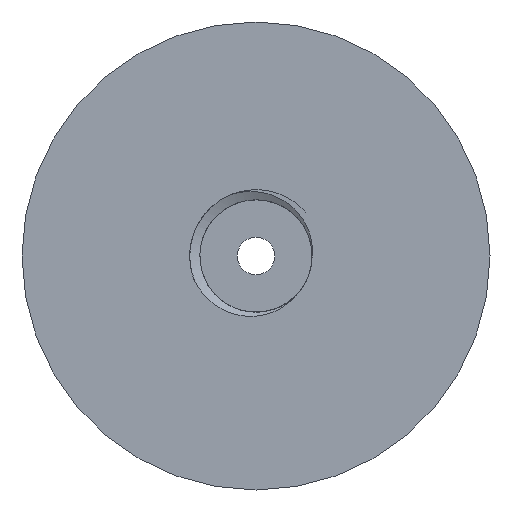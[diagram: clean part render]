
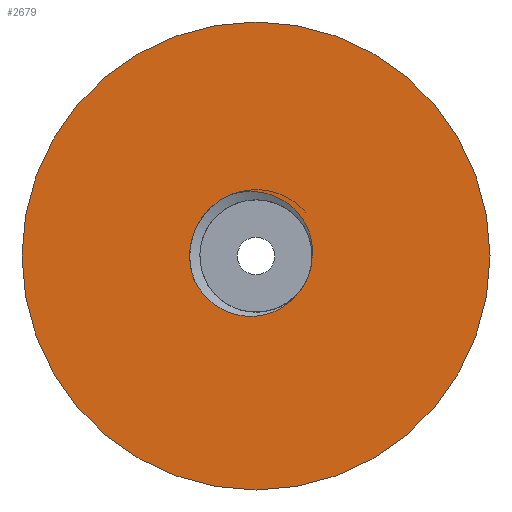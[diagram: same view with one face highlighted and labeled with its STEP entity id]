
A CAD part, front view. The second image highlights one B-rep face of the part: STEP entity #2679.
In plain terms, the highlighted planar face has unit normal (0, -1, 0).
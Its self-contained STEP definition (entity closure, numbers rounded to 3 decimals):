
#28 = CARTESIAN_POINT ( 'NONE',  ( 3., -49.3, 0. ) ) ;
#42 = VERTEX_POINT ( 'NONE', #28 ) ;
#126 = CARTESIAN_POINT ( 'NONE',  ( 3.012, -49.3, 0.537 ) ) ;
#151 = CARTESIAN_POINT ( 'NONE',  ( 0.499, -49.3, 3.359 ) ) ;
#370 = CARTESIAN_POINT ( 'NONE',  ( -0.236, -49.3, -3.238 ) ) ;
#577 = CARTESIAN_POINT ( 'NONE',  ( -3.074, -49.3, 1.773 ) ) ;
#880 = CARTESIAN_POINT ( 'NONE',  ( 2.91, -49.3, 1.066 ) ) ;
#914 = CARTESIAN_POINT ( 'NONE',  ( -0.028, -49.3, 3.446 ) ) ;
#1062 = CARTESIAN_POINT ( 'NONE',  ( 0., -49.3, 0. ) ) ;
#1104 = CARTESIAN_POINT ( 'NONE',  ( -3.272, -49.3, -1.355 ) ) ;
#1140 = CARTESIAN_POINT ( 'NONE',  ( 0.295, -49.3, -3.181 ) ) ;
#1342 = CARTESIAN_POINT ( 'NONE',  ( -1.355, -49.3, 3.272 ) ) ;
#1350 = CARTESIAN_POINT ( 'NONE',  ( -3.361, -49.3, 1.138 ) ) ;
#1428 = AXIS2_PLACEMENT_3D ( 'NONE', #3959, #9216, #4712 ) ;
#1443 = DIRECTION ( 'NONE',  ( 0., 1., 0. ) ) ;
#1616 = DIRECTION ( 'NONE',  ( 0., 1., 0. ) ) ;
#1653 = CARTESIAN_POINT ( 'NONE',  ( 2.782, -49.3, 1.448 ) ) ;
#1682 = CARTESIAN_POINT ( 'NONE',  ( -0.835, -49.3, 3.408 ) ) ;
#1831 = DIRECTION ( 'NONE',  ( 0., 0., 1. ) ) ;
#1838 = VERTEX_POINT ( 'NONE', #6915 ) ;
#1910 = CARTESIAN_POINT ( 'NONE',  ( 0.688, -49.3, -3.084 ) ) ;
#2091 = CARTESIAN_POINT ( 'NONE',  ( -1.355, -49.3, 3.272 ) ) ;
#2104 = CIRCLE ( 'NONE', #2319, 12.5 ) ;
#2123 = CARTESIAN_POINT ( 'NONE',  ( -3.518, -49.3, 0.465 ) ) ;
#2319 = AXIS2_PLACEMENT_3D ( 'NONE', #1062, #6354, #1831 ) ;
#2422 = CARTESIAN_POINT ( 'NONE',  ( 2.467, -49.3, 2.043 ) ) ;
#2451 = CARTESIAN_POINT ( 'NONE',  ( -1.355, -49.3, 3.272 ) ) ;
#2633 = CARTESIAN_POINT ( 'NONE',  ( -2.655, -49.3, -2.228 ) ) ;
#2665 = CARTESIAN_POINT ( 'NONE',  ( 1.304, -49.3, -2.822 ) ) ;
#2679 = ADVANCED_FACE ( 'NONE', ( #9458, #3447 ), #6148, .F. ) ;
#2690 = CARTESIAN_POINT ( 'NONE',  ( 2.121, -49.3, -2.121 ) ) ;
#2871 = CARTESIAN_POINT ( 'NONE',  ( -3.541, -49.3, -0.231 ) ) ;
#2898 = ORIENTED_EDGE ( 'NONE', *, *, #7263, .F. ) ;
#2906 = CIRCLE ( 'NONE', #8127, 3. ) ;
#3070 = CARTESIAN_POINT ( 'NONE',  ( 3., -49.3, 0. ) ) ;
#3170 = CARTESIAN_POINT ( 'NONE',  ( 1.928, -49.3, 2.64 ) ) ;
#3401 = CARTESIAN_POINT ( 'NONE',  ( -2.028, -49.3, -2.734 ) ) ;
#3436 = CARTESIAN_POINT ( 'NONE',  ( 1.947, -49.3, -2.329 ) ) ;
#3447 = FACE_BOUND ( 'NONE', #4713, .T. ) ;
#3557 = CARTESIAN_POINT ( 'NONE',  ( -3.272, -49.3, -1.355 ) ) ;
#3605 = CARTESIAN_POINT ( 'NONE',  ( -1.778, -49.3, 3.071 ) ) ;
#3637 = CARTESIAN_POINT ( 'NONE',  ( -3.429, -49.3, -0.914 ) ) ;
#3842 = VERTEX_POINT ( 'NONE', #1342 ) ;
#3868 = CARTESIAN_POINT ( 'NONE',  ( 12.5, -49.3, 0. ) ) ;
#3946 = CARTESIAN_POINT ( 'NONE',  ( 1.26, -49.3, 3.09 ) ) ;
#3959 = CARTESIAN_POINT ( 'NONE',  ( 0., -49.3, 0. ) ) ;
#4149 = ORIENTED_EDGE ( 'NONE', *, *, #5367, .F. ) ;
#4154 = CARTESIAN_POINT ( 'NONE',  ( -3.148, -49.3, -1.596 ) ) ;
#4188 = CARTESIAN_POINT ( 'NONE',  ( -1.296, -49.3, -3.076 ) ) ;
#4385 = CARTESIAN_POINT ( 'NONE',  ( -2.342, -49.3, 2.666 ) ) ;
#4416 = CARTESIAN_POINT ( 'NONE',  ( -3.272, -49.3, -1.355 ) ) ;
#4522 = VERTEX_POINT ( 'NONE', #6421 ) ;
#4550 = ORIENTED_EDGE ( 'NONE', *, *, #6569, .F. ) ;
#4634 = VERTEX_POINT ( 'NONE', #2690 ) ;
#4640 = CARTESIAN_POINT ( 'NONE',  ( 3.024, -49.3, 0.27 ) ) ;
#4700 = CARTESIAN_POINT ( 'NONE',  ( 0.758, -49.3, 3.288 ) ) ;
#4712 = DIRECTION ( 'NONE',  ( 0., 0., 1. ) ) ;
#4713 = EDGE_LOOP ( 'NONE', ( #2898, #4550, #4149, #8133 ) ) ;
#4915 = CARTESIAN_POINT ( 'NONE',  ( -0.509, -49.3, -3.23 ) ) ;
#5121 = CARTESIAN_POINT ( 'NONE',  ( -2.818, -49.3, 2.157 ) ) ;
#5367 = EDGE_CURVE ( 'NONE', #42, #3842, #7586, .T. ) ;
#5420 = CARTESIAN_POINT ( 'NONE',  ( 2.942, -49.3, 0.934 ) ) ;
#5456 = CARTESIAN_POINT ( 'NONE',  ( 0.368, -49.3, 3.387 ) ) ;
#5520 = CIRCLE ( 'NONE', #1428, 12.5 ) ;
#5683 = CARTESIAN_POINT ( 'NONE',  ( 0.163, -49.3, -3.202 ) ) ;
#5889 = CARTESIAN_POINT ( 'NONE',  ( -3.184, -49.3, 1.568 ) ) ;
#5970 = CARTESIAN_POINT ( 'NONE',  ( 0., -49.3, 0. ) ) ;
#6148 = PLANE ( 'NONE',  #7129 ) ;
#6183 = CARTESIAN_POINT ( 'NONE',  ( 2.83, -49.3, 1.323 ) ) ;
#6206 = CARTESIAN_POINT ( 'NONE',  ( -0.301, -49.3, 3.453 ) ) ;
#6246 = ORIENTED_EDGE ( 'NONE', *, *, #7947, .F. ) ;
#6354 = DIRECTION ( 'NONE',  ( 0., 1., 0. ) ) ;
#6421 = CARTESIAN_POINT ( 'NONE',  ( 0., -49.3, -12.5 ) ) ;
#6427 = CARTESIAN_POINT ( 'NONE',  ( 0.558, -49.3, -3.122 ) ) ;
#6569 = EDGE_CURVE ( 'NONE', #3842, #8179, #7447, .T. ) ;
#6640 = CARTESIAN_POINT ( 'NONE',  ( -3.428, -49.3, 0.918 ) ) ;
#6721 = B_SPLINE_CURVE_WITH_KNOTS ( 'NONE', 3,
 ( #1104, #4154, #7152, #2633, #7906, #3401, #8666, #4188, #9427, #4915, #370, #5683, #1140, #6427, #1910, #7190, #2665, #7938, #3436, #8702 ),
 .UNSPECIFIED., .F., .F.,
 ( 4, 2, 2, 2, 2, 2, 2, 2, 2, 4 ),
 ( 0., 0.001, 0.002, 0.002, 0.003, 0.004, 0.004, 0.005, 0.006, 0.006 ),
 .UNSPECIFIED. ) ;
#6729 = DIRECTION ( 'NONE',  ( 0., 0., 1. ) ) ;
#6734 = ORIENTED_EDGE ( 'NONE', *, *, #8648, .F. ) ;
#6909 = DIRECTION ( 'NONE',  ( 0., 0., 1. ) ) ;
#6915 = CARTESIAN_POINT ( 'NONE',  ( 0., -49.3, 12.5 ) ) ;
#6939 = CARTESIAN_POINT ( 'NONE',  ( 2.613, -49.3, 1.812 ) ) ;
#6966 = CARTESIAN_POINT ( 'NONE',  ( -1.098, -49.3, 3.355 ) ) ;
#7129 = AXIS2_PLACEMENT_3D ( 'NONE', #3868, #1616, #6909 ) ;
#7152 = CARTESIAN_POINT ( 'NONE',  ( -3., -49.3, -1.819 ) ) ;
#7190 = CARTESIAN_POINT ( 'NONE',  ( 1.067, -49.3, -2.945 ) ) ;
#7263 = EDGE_CURVE ( 'NONE', #8179, #4634, #6721, .T. ) ;
#7400 = CARTESIAN_POINT ( 'NONE',  ( -3.541, -49.3, 0.231 ) ) ;
#7447 = B_SPLINE_CURVE_WITH_KNOTS ( 'NONE', 3,
 ( #2091, #8110, #3605, #8870, #4385, #9622, #5121, #577, #5889, #1350, #6640, #2123, #7400, #2871, #8147, #3637, #8903, #4416 ),
 .UNSPECIFIED., .F., .F.,
 ( 4, 2, 2, 2, 2, 2, 2, 2, 4 ),
 ( 0., 0.001, 0.001, 0.002, 0.003, 0.003, 0.004, 0.005, 0.006 ),
 .UNSPECIFIED. ) ;
#7586 = B_SPLINE_CURVE_WITH_KNOTS ( 'NONE', 3,
 ( #3070, #4640, #126, #5420, #880, #6183, #1653, #6939, #2422, #7692, #3170, #8438, #3946, #9200, #4700, #151, #5456, #914, #6206, #1682, #6966, #2451 ),
 .UNSPECIFIED., .F., .F.,
 ( 4, 2, 2, 2, 2, 2, 2, 2, 2, 2, 4 ),
 ( 0., 0.001, 0.001, 0.002, 0.002, 0.003, 0.004, 0.004, 0.005, 0.006, 0.006 ),
 .UNSPECIFIED. ) ;
#7692 = CARTESIAN_POINT ( 'NONE',  ( 2.124, -49.3, 2.455 ) ) ;
#7906 = CARTESIAN_POINT ( 'NONE',  ( -2.457, -49.3, -2.416 ) ) ;
#7938 = CARTESIAN_POINT ( 'NONE',  ( 1.747, -49.3, -2.512 ) ) ;
#7947 = EDGE_CURVE ( 'NONE', #4522, #1838, #2104, .T. ) ;
#8110 = CARTESIAN_POINT ( 'NONE',  ( -1.571, -49.3, 3.182 ) ) ;
#8127 = AXIS2_PLACEMENT_3D ( 'NONE', #5970, #1443, #6729 ) ;
#8133 = ORIENTED_EDGE ( 'NONE', *, *, #9396, .T. ) ;
#8147 = CARTESIAN_POINT ( 'NONE',  ( -3.519, -49.3, -0.46 ) ) ;
#8179 = VERTEX_POINT ( 'NONE', #3557 ) ;
#8323 = EDGE_LOOP ( 'NONE', ( #6734, #6246 ) ) ;
#8438 = CARTESIAN_POINT ( 'NONE',  ( 1.493, -49.3, 2.96 ) ) ;
#8648 = EDGE_CURVE ( 'NONE', #1838, #4522, #5520, .T. ) ;
#8666 = CARTESIAN_POINT ( 'NONE',  ( -1.795, -49.3, -2.867 ) ) ;
#8702 = CARTESIAN_POINT ( 'NONE',  ( 2.121, -49.3, -2.121 ) ) ;
#8870 = CARTESIAN_POINT ( 'NONE',  ( -2.163, -49.3, 2.813 ) ) ;
#8903 = CARTESIAN_POINT ( 'NONE',  ( -3.361, -49.3, -1.139 ) ) ;
#9200 = CARTESIAN_POINT ( 'NONE',  ( 0.887, -49.3, 3.244 ) ) ;
#9216 = DIRECTION ( 'NONE',  ( 0., 1., 0. ) ) ;
#9396 = EDGE_CURVE ( 'NONE', #42, #4634, #2906, .T. ) ;
#9427 = CARTESIAN_POINT ( 'NONE',  ( -1.038, -49.3, -3.148 ) ) ;
#9458 = FACE_OUTER_BOUND ( 'NONE', #8323, .T. ) ;
#9622 = CARTESIAN_POINT ( 'NONE',  ( -2.671, -49.3, 2.337 ) ) ;
